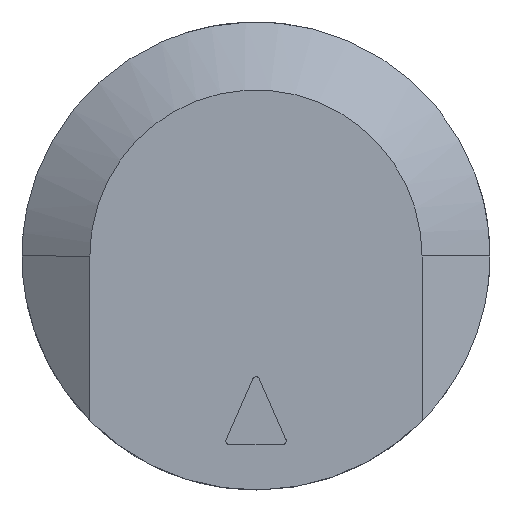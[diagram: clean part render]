
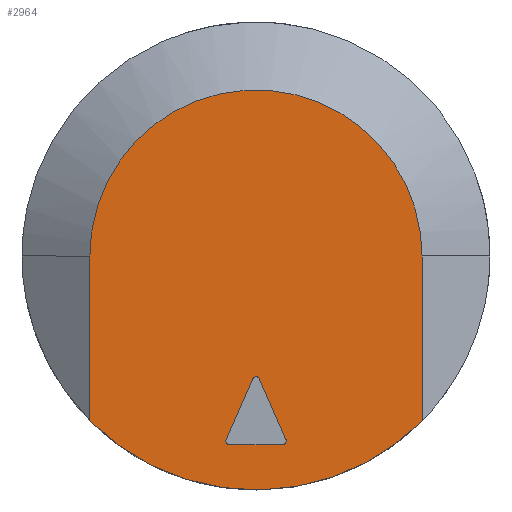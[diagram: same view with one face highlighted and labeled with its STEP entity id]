
A CAD part, front view. The second image highlights one B-rep face of the part: STEP entity #2964.
In plain terms, the highlighted free-form (B-spline) face has degree [1, 1] with [2, 2] control points.
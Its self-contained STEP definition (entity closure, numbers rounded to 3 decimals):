
#1311=CARTESIAN_POINT('',(0.0,-22.,-21.84));
#1312=VERTEX_POINT('',#1311);
#1326=CARTESIAN_POINT('',(0.0,22.0,-21.84));
#1327=VERTEX_POINT('',#1326);
#1328=CARTESIAN_POINT('',(0.0,22.,-21.84));
#1329=CARTESIAN_POINT('',(0.0,12.907,-31.));
#1330=CARTESIAN_POINT('',(0.0,0.,-31.));
#1331=CARTESIAN_POINT('',(0.0,-12.907,-31.));
#1332=CARTESIAN_POINT('',(0.0,-22.,-21.84));
#1340=(BOUNDED_CURVE()B_SPLINE_CURVE(2,(#1328,#1329,#1330,#1331,#1332),.UNSPECIFIED.,.F.,.U.)B_SPLINE_CURVE_WITH_KNOTS((3,2,3),(0.0,0.5,1.0),.UNSPECIFIED.)CURVE()GEOMETRIC_REPRESENTATION_ITEM()RATIONAL_B_SPLINE_CURVE((1.0,0.923,1.0,0.923,1.0))REPRESENTATION_ITEM(''));
#1341=EDGE_CURVE('',#1327,#1312,#1340,.T.);
#2294=CARTESIAN_POINT('',(0.0,3.958,-24.3));
#2295=VERTEX_POINT('',#2294);
#2296=CARTESIAN_POINT('',(0.,0.458,-16.3));
#2297=VERTEX_POINT('',#2296);
#2298=CARTESIAN_POINT('',(0.0,3.958,-24.3));
#2299=CARTESIAN_POINT('',(0.,0.458,-16.3));
#2300=QUASI_UNIFORM_CURVE('',1,(#2298,#2299),.UNSPECIFIED.,.F.,.U.);
#2301=EDGE_CURVE('',#2295,#2297,#2300,.T.);
#2335=CARTESIAN_POINT('',(0.0,-0.458,-16.3));
#2336=VERTEX_POINT('',#2335);
#2337=CARTESIAN_POINT('',(0.0,-0.458,-16.3));
#2338=CARTESIAN_POINT('',(0.0,-0.327,-16.));
#2339=CARTESIAN_POINT('',(0.0,0.,-16.));
#2340=CARTESIAN_POINT('',(0.0,0.327,-16.));
#2341=CARTESIAN_POINT('',(0.,0.458,-16.3));
#2349=(BOUNDED_CURVE()B_SPLINE_CURVE(2,(#2337,#2338,#2339,#2340,#2341),.UNSPECIFIED.,.F.,.U.)B_SPLINE_CURVE_WITH_KNOTS((3,2,3),(0.0,0.5,1.0),.UNSPECIFIED.)CURVE()GEOMETRIC_REPRESENTATION_ITEM()RATIONAL_B_SPLINE_CURVE((1.0,0.837,1.0,0.837,1.0))REPRESENTATION_ITEM(''));
#2350=EDGE_CURVE('',#2336,#2297,#2349,.T.);
#2367=CARTESIAN_POINT('',(0.0,-3.958,-24.3));
#2368=VERTEX_POINT('',#2367);
#2369=CARTESIAN_POINT('',(0.0,-0.458,-16.3));
#2370=CARTESIAN_POINT('',(0.0,-3.958,-24.3));
#2371=QUASI_UNIFORM_CURVE('',1,(#2369,#2370),.UNSPECIFIED.,.F.,.U.);
#2372=EDGE_CURVE('',#2336,#2368,#2371,.T.);
#2398=CARTESIAN_POINT('',(0.0,-3.5,-25.0));
#2399=VERTEX_POINT('',#2398);
#2400=CARTESIAN_POINT('',(0.0,-3.5,-25.0));
#2401=CARTESIAN_POINT('',(0.0,-3.77,-25.));
#2402=CARTESIAN_POINT('',(0.0,-3.918,-24.774));
#2403=CARTESIAN_POINT('',(0.0,-4.066,-24.547));
#2404=CARTESIAN_POINT('',(0.0,-3.958,-24.3));
#2412=(BOUNDED_CURVE()B_SPLINE_CURVE(2,(#2400,#2401,#2402,#2403,#2404),.UNSPECIFIED.,.F.,.U.)B_SPLINE_CURVE_WITH_KNOTS((3,2,3),(0.0,0.5,1.0),.UNSPECIFIED.)CURVE()GEOMETRIC_REPRESENTATION_ITEM()RATIONAL_B_SPLINE_CURVE((1.0,0.88,1.0,0.88,1.0))REPRESENTATION_ITEM(''));
#2413=EDGE_CURVE('',#2399,#2368,#2412,.T.);
#2430=CARTESIAN_POINT('',(0.0,3.5,-25.0));
#2431=VERTEX_POINT('',#2430);
#2432=CARTESIAN_POINT('',(0.0,-3.5,-25.0));
#2433=CARTESIAN_POINT('',(0.0,3.5,-25.0));
#2434=QUASI_UNIFORM_CURVE('',1,(#2432,#2433),.UNSPECIFIED.,.F.,.U.);
#2435=EDGE_CURVE('',#2399,#2431,#2434,.T.);
#2461=CARTESIAN_POINT('',(0.0,3.958,-24.3));
#2462=CARTESIAN_POINT('',(0.0,4.066,-24.547));
#2463=CARTESIAN_POINT('',(0.0,3.918,-24.774));
#2464=CARTESIAN_POINT('',(0.0,3.77,-25.));
#2465=CARTESIAN_POINT('',(0.0,3.5,-25.0));
#2473=(BOUNDED_CURVE()B_SPLINE_CURVE(2,(#2461,#2462,#2463,#2464,#2465),.UNSPECIFIED.,.F.,.U.)B_SPLINE_CURVE_WITH_KNOTS((3,2,3),(0.0,0.5,1.0),.UNSPECIFIED.)CURVE()GEOMETRIC_REPRESENTATION_ITEM()RATIONAL_B_SPLINE_CURVE((1.0,0.88,1.0,0.88,1.0))REPRESENTATION_ITEM(''));
#2474=EDGE_CURVE('',#2295,#2431,#2473,.T.);
#2892=CARTESIAN_POINT('',(0.0,-22.0,0.));
#2893=VERTEX_POINT('',#2892);
#2899=CARTESIAN_POINT('',(0.0,-22.0,0.));
#2900=CARTESIAN_POINT('',(0.0,-22.,-21.84));
#2901=QUASI_UNIFORM_CURVE('',1,(#2899,#2900),.UNSPECIFIED.,.F.,.U.);
#2902=EDGE_CURVE('',#2893,#1312,#2901,.T.);
#2913=CARTESIAN_POINT('',(0.0,22.0,0.));
#2914=VERTEX_POINT('',#2913);
#2915=CARTESIAN_POINT('',(0.0,22.0,-21.84));
#2916=CARTESIAN_POINT('',(0.0,22.0,0.));
#2917=QUASI_UNIFORM_CURVE('',1,(#2915,#2916),.UNSPECIFIED.,.F.,.U.);
#2918=EDGE_CURVE('',#1327,#2914,#2917,.T.);
#2929=CARTESIAN_POINT('',(0.,-24.198,24.647));
#2930=CARTESIAN_POINT('',(0.,-24.198,-33.647));
#2931=CARTESIAN_POINT('',(0.,24.198,24.647));
#2932=CARTESIAN_POINT('',(0.,24.198,-33.647));
#2933=B_SPLINE_SURFACE_WITH_KNOTS('',1,1,((#2929,#2931),(#2930,#2932)),.UNSPECIFIED.,.F.,.F.,.U.,(2,2),(2,2),(0.0,58.295),(0.0,48.396),.UNSPECIFIED.);
#2934=CARTESIAN_POINT('',(0.0,-22.0,0.));
#2935=CARTESIAN_POINT('',(0.,-22.,12.702));
#2936=CARTESIAN_POINT('',(0.,-11.,19.053));
#2937=CARTESIAN_POINT('',(0.,0.,25.403));
#2938=CARTESIAN_POINT('',(0.,11.,19.053));
#2939=CARTESIAN_POINT('',(0.,22.,12.702));
#2940=CARTESIAN_POINT('',(0.0,22.0,0.));
#2948=(BOUNDED_CURVE()B_SPLINE_CURVE(2,(#2934,#2935,#2936,#2937,#2938,#2939,#2940),.UNSPECIFIED.,.F.,.U.)B_SPLINE_CURVE_WITH_KNOTS((3,2,2,3),(0.0,0.333,0.667,1.0),.UNSPECIFIED.)CURVE()GEOMETRIC_REPRESENTATION_ITEM()RATIONAL_B_SPLINE_CURVE((1.0,0.866,1.0,0.866,1.0,0.866,1.0))REPRESENTATION_ITEM(''));
#2949=EDGE_CURVE('',#2893,#2914,#2948,.T.);
#2950=ORIENTED_EDGE('',*,*,#2949,.T.);
#2951=ORIENTED_EDGE('',*,*,#2918,.F.);
#2952=ORIENTED_EDGE('',*,*,#1341,.T.);
#2953=ORIENTED_EDGE('',*,*,#2902,.F.);
#2954=EDGE_LOOP('',(#2950,#2951,#2952,#2953));
#2955=FACE_OUTER_BOUND('',#2954,.T.);
#2956=ORIENTED_EDGE('',*,*,#2435,.T.);
#2957=ORIENTED_EDGE('',*,*,#2474,.F.);
#2958=ORIENTED_EDGE('',*,*,#2301,.T.);
#2959=ORIENTED_EDGE('',*,*,#2350,.F.);
#2960=ORIENTED_EDGE('',*,*,#2372,.T.);
#2961=ORIENTED_EDGE('',*,*,#2413,.F.);
#2962=EDGE_LOOP('',(#2956,#2957,#2958,#2959,#2960,#2961));
#2963=FACE_BOUND('',#2962,.T.);
#2964=ADVANCED_FACE('',(#2955,#2963),#2933,.F.);
